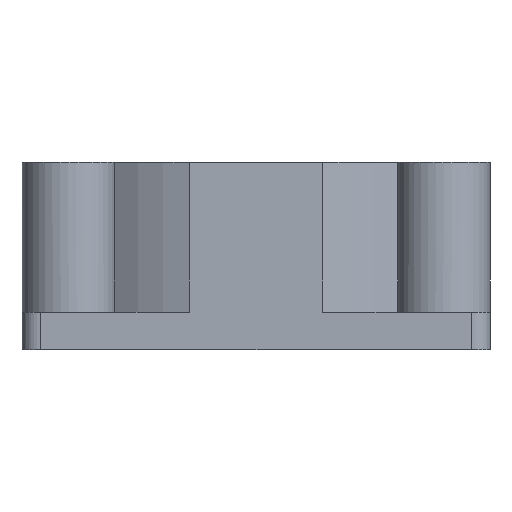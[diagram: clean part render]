
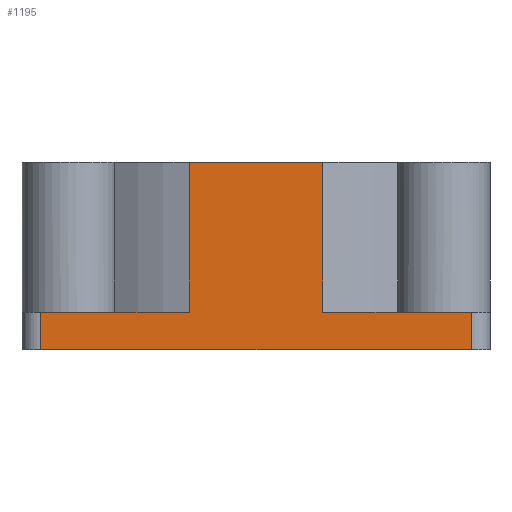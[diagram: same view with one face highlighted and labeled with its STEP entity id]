
A CAD part, left-side view. The second image highlights one B-rep face of the part: STEP entity #1195.
In plain terms, the highlighted planar face has unit normal (-1, 0, 0).
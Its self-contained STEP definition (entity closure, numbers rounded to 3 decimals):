
#45=PLANE('',#1293);
#79=FACE_OUTER_BOUND('',#155,.T.);
#155=EDGE_LOOP('',(#817,#818,#819,#820,#821,#822,#823,#824,#825,#826));
#241=LINE('',#1878,#328);
#243=LINE('',#1898,#330);
#245=LINE('',#1902,#332);
#246=LINE('',#1904,#333);
#247=LINE('',#1906,#334);
#248=LINE('',#1908,#335);
#249=LINE('',#1910,#336);
#250=LINE('',#1912,#337);
#251=LINE('',#1914,#338);
#252=LINE('',#1915,#339);
#328=VECTOR('',#1464,10.);
#330=VECTOR('',#1484,10.);
#332=VECTOR('',#1488,10.);
#333=VECTOR('',#1489,10.);
#334=VECTOR('',#1490,10.);
#335=VECTOR('',#1491,10.);
#336=VECTOR('',#1492,10.);
#337=VECTOR('',#1493,10.);
#338=VECTOR('',#1494,10.);
#339=VECTOR('',#1495,10.);
#502=VERTEX_POINT('',#1875);
#503=VERTEX_POINT('',#1877);
#512=VERTEX_POINT('',#1896);
#513=VERTEX_POINT('',#1901);
#514=VERTEX_POINT('',#1903);
#515=VERTEX_POINT('',#1905);
#516=VERTEX_POINT('',#1907);
#517=VERTEX_POINT('',#1909);
#518=VERTEX_POINT('',#1911);
#519=VERTEX_POINT('',#1913);
#618=EDGE_CURVE('',#502,#503,#241,.T.);
#628=EDGE_CURVE('',#512,#502,#243,.T.);
#630=EDGE_CURVE('',#512,#513,#245,.T.);
#631=EDGE_CURVE('',#513,#514,#246,.T.);
#632=EDGE_CURVE('',#514,#515,#247,.T.);
#633=EDGE_CURVE('',#516,#515,#248,.T.);
#634=EDGE_CURVE('',#517,#516,#249,.T.);
#635=EDGE_CURVE('',#518,#517,#250,.T.);
#636=EDGE_CURVE('',#519,#518,#251,.T.);
#637=EDGE_CURVE('',#503,#519,#252,.T.);
#817=ORIENTED_EDGE('',*,*,#628,.F.);
#818=ORIENTED_EDGE('',*,*,#630,.T.);
#819=ORIENTED_EDGE('',*,*,#631,.T.);
#820=ORIENTED_EDGE('',*,*,#632,.T.);
#821=ORIENTED_EDGE('',*,*,#633,.F.);
#822=ORIENTED_EDGE('',*,*,#634,.F.);
#823=ORIENTED_EDGE('',*,*,#635,.F.);
#824=ORIENTED_EDGE('',*,*,#636,.F.);
#825=ORIENTED_EDGE('',*,*,#637,.F.);
#826=ORIENTED_EDGE('',*,*,#618,.F.);
#1195=ADVANCED_FACE('',(#79),#45,.T.);
#1293=AXIS2_PLACEMENT_3D('',#1900,#1486,#1487);
#1464=DIRECTION('',(0.,1.,0.));
#1484=DIRECTION('',(0.,0.,-1.));
#1486=DIRECTION('center_axis',(-1.,0.,0.));
#1487=DIRECTION('ref_axis',(0.,-1.,0.));
#1488=DIRECTION('',(0.,1.,0.));
#1489=DIRECTION('',(0.,1.,0.));
#1490=DIRECTION('',(0.,0.,1.));
#1491=DIRECTION('',(0.,-1.,0.));
#1492=DIRECTION('',(0.,0.,1.));
#1493=DIRECTION('',(0.,-1.,0.));
#1494=DIRECTION('',(0.,-1.,0.));
#1495=DIRECTION('',(0.,0.,1.));
#1875=CARTESIAN_POINT('',(-12.5,-11.5,0.));
#1877=CARTESIAN_POINT('',(-12.5,11.5,0.));
#1878=CARTESIAN_POINT('',(-12.5,-12.5,0.));
#1896=CARTESIAN_POINT('',(-12.5,-11.5,2.));
#1898=CARTESIAN_POINT('',(-12.5,-11.5,0.));
#1900=CARTESIAN_POINT('Origin',(-12.5,12.5,0.));
#1901=CARTESIAN_POINT('',(-12.5,-10.,2.));
#1902=CARTESIAN_POINT('',(-12.5,6.25,2.));
#1903=CARTESIAN_POINT('',(-12.5,-3.571,2.));
#1904=CARTESIAN_POINT('',(-12.5,6.25,2.));
#1905=CARTESIAN_POINT('',(-12.5,-3.571,10.));
#1906=CARTESIAN_POINT('',(-12.5,-3.571,2.));
#1907=CARTESIAN_POINT('',(-12.5,3.571,10.));
#1908=CARTESIAN_POINT('',(-12.5,-12.5,10.));
#1909=CARTESIAN_POINT('',(-12.5,3.571,2.));
#1910=CARTESIAN_POINT('',(-12.5,3.571,2.));
#1911=CARTESIAN_POINT('',(-12.5,10.,2.));
#1912=CARTESIAN_POINT('',(-12.5,-12.5,2.));
#1913=CARTESIAN_POINT('',(-12.5,11.5,2.));
#1914=CARTESIAN_POINT('',(-12.5,-12.5,2.));
#1915=CARTESIAN_POINT('',(-12.5,11.5,0.));
